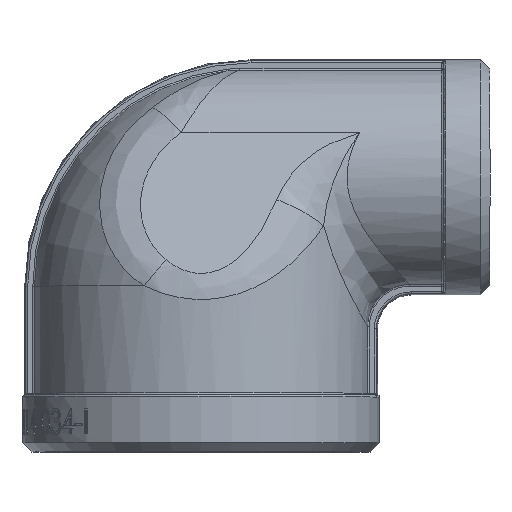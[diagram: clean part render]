
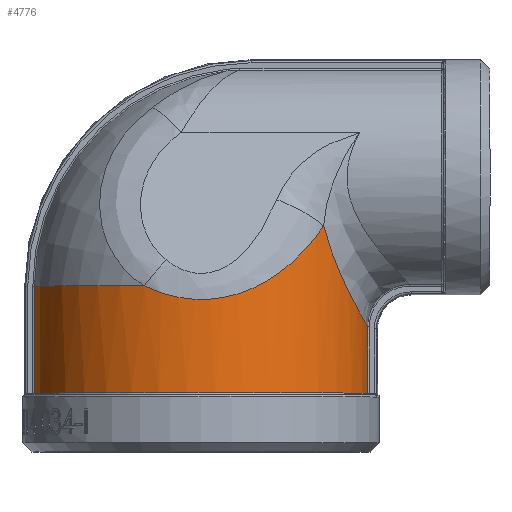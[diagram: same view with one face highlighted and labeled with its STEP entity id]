
A CAD part, top view. The second image highlights one B-rep face of the part: STEP entity #4776.
In plain terms, the highlighted cylindrical face has radius 23.5 mm (diameter 47 mm), a partial arc.
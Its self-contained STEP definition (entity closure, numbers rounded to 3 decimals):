
#107 = DIRECTION ( 'NONE',  ( 0., 1., 0. ) ) ;
#108 = CARTESIAN_POINT ( 'NONE',  ( 19.766, -14.405, 13.003 ) ) ;
#114 = DIRECTION ( 'NONE',  ( -1., 0., 0. ) ) ;
#119 = CARTESIAN_POINT ( 'NONE',  ( 22.242, -19.02, 8.506 ) ) ;
#122 = CARTESIAN_POINT ( 'NONE',  ( 17.862, -9.346, 15.293 ) ) ;
#125 = CARTESIAN_POINT ( 'NONE',  ( 17.185, -6.831, 16.029 ) ) ;
#133 = CARTESIAN_POINT ( 'NONE',  ( 17.283, -7.223, 15.923 ) ) ;
#136 = CARTESIAN_POINT ( 'NONE',  ( 23.342, -20.974, 2.721 ) ) ;
#145 = CARTESIAN_POINT ( 'NONE',  ( 23.173, -20.678, 4.166 ) ) ;
#147 = CARTESIAN_POINT ( 'NONE',  ( 0., -15.25, 0. ) ) ;
#1152 = CARTESIAN_POINT ( 'NONE',  ( -7.949, -15.25, 22.115 ) ) ;
#1196 = CARTESIAN_POINT ( 'NONE',  ( -5.495, -16.47, 22.997 ) ) ;
#1223 = DIRECTION ( 'NONE',  ( 0., 0., 1. ) ) ;
#1224 = CARTESIAN_POINT ( 'NONE',  ( 0., -30.25, 0. ) ) ;
#1227 = CARTESIAN_POINT ( 'NONE',  ( -0.292, -17.767, 23.934 ) ) ;
#1231 = CARTESIAN_POINT ( 'NONE',  ( 14.516, -10.789, 18.89 ) ) ;
#1234 = DIRECTION ( 'NONE',  ( 0., 1., 0. ) ) ;
#1241 = CARTESIAN_POINT ( 'NONE',  ( 17.185, -6.831, 16.029 ) ) ;
#1246 = CARTESIAN_POINT ( 'NONE',  ( 8.857, -15.807, 22.518 ) ) ;
#1247 = LINE ( 'NONE', #1257, #16352 ) ;
#1257 = CARTESIAN_POINT ( 'NONE',  ( -23.342, -22.875, 2.721 ) ) ;
#1261 = DIRECTION ( 'NONE',  ( 0., -1., 0. ) ) ;
#4728 = VECTOR ( 'NONE', #17462, 1000. ) ;
#4776 = ADVANCED_FACE ( 'NONE', ( #21318 ), #21353, .T. ) ;
#9066 = EDGE_LOOP ( 'NONE', ( #13982, #14004, #14013, #14005, #13972, #14018 ) ) ;
#13972 = ORIENTED_EDGE ( 'NONE', *, *, #20403, .F. ) ;
#13982 = ORIENTED_EDGE ( 'NONE', *, *, #20407, .F. ) ;
#14004 = ORIENTED_EDGE ( 'NONE', *, *, #20392, .T. ) ;
#14005 = ORIENTED_EDGE ( 'NONE', *, *, #20473, .T. ) ;
#14013 = ORIENTED_EDGE ( 'NONE', *, *, #20377, .T. ) ;
#14018 = ORIENTED_EDGE ( 'NONE', *, *, #20378, .F. ) ;
#16352 = VECTOR ( 'NONE', #1261, 1000. ) ;
#16386 = CIRCLE ( 'NONE', #16404, 23.5 ) ;
#16404 = AXIS2_PLACEMENT_3D ( 'NONE', #1224, #1234, #1223 ) ;
#16412 = CIRCLE ( 'NONE', #16428, 23.5 ) ;
#16428 = AXIS2_PLACEMENT_3D ( 'NONE', #147, #107, #114 ) ;
#17462 = DIRECTION ( 'NONE',  ( 0., 1., 0. ) ) ;
#17479 = CARTESIAN_POINT ( 'NONE',  ( 23.342, -22.875, 2.721 ) ) ;
#17492 = LINE ( 'NONE', #17479, #4728 ) ;
#17745 = CARTESIAN_POINT ( 'NONE',  ( 17.185, -6.831, 16.029 ) ) ;
#17746 = CARTESIAN_POINT ( 'NONE',  ( -23.342, -30.25, 2.721 ) ) ;
#17773 = CARTESIAN_POINT ( 'NONE',  ( 23.342, -30.25, 2.721 ) ) ;
#17780 = CARTESIAN_POINT ( 'NONE',  ( 23.342, -20.974, 2.721 ) ) ;
#17785 = CARTESIAN_POINT ( 'NONE',  ( -7.949, -15.25, 22.115 ) ) ;
#17803 = CARTESIAN_POINT ( 'NONE',  ( -23.342, -15.25, 2.721 ) ) ;
#18129 = AXIS2_PLACEMENT_3D ( 'NONE', #21326, #21333, #21307 ) ;
#20377 = EDGE_CURVE ( 'NONE', #20815, #20873, #16386, .T. ) ;
#20378 = EDGE_CURVE ( 'NONE', #20902, #20793, #22314, .T. ) ;
#20392 = EDGE_CURVE ( 'NONE', #20871, #20815, #1247, .T. ) ;
#20403 = EDGE_CURVE ( 'NONE', #20793, #20891, #22304, .T. ) ;
#20407 = EDGE_CURVE ( 'NONE', #20871, #20902, #16412, .T. ) ;
#20473 = EDGE_CURVE ( 'NONE', #20873, #20891, #17492, .T. ) ;
#20793 = VERTEX_POINT ( 'NONE', #17745 ) ;
#20815 = VERTEX_POINT ( 'NONE', #17746 ) ;
#20871 = VERTEX_POINT ( 'NONE', #17803 ) ;
#20873 = VERTEX_POINT ( 'NONE', #17773 ) ;
#20891 = VERTEX_POINT ( 'NONE', #17780 ) ;
#20902 = VERTEX_POINT ( 'NONE', #17785 ) ;
#21307 = DIRECTION ( 'NONE',  ( -1., 0., 0. ) ) ;
#21318 = FACE_OUTER_BOUND ( 'NONE', #9066, .T. ) ;
#21326 = CARTESIAN_POINT ( 'NONE',  ( 0., -22.875, 0. ) ) ;
#21333 = DIRECTION ( 'NONE',  ( 0., 1., 0. ) ) ;
#21353 = CYLINDRICAL_SURFACE ( 'NONE', #18129, 23.5 ) ;
#22304 = B_SPLINE_CURVE_WITH_KNOTS ( 'NONE', 3,
 ( #125, #133, #122, #108, #119, #145, #136 ),
 .UNSPECIFIED., .F., .F.,
 ( 4, 1, 1, 1, 4 ),
 ( 0., 0.052, 0.289, 0.763, 0.989 ),
 .UNSPECIFIED. ) ;
#22314 = B_SPLINE_CURVE_WITH_KNOTS ( 'NONE', 3,
 ( #1152, #1196, #1227, #1246, #1231, #1241 ),
 .UNSPECIFIED., .F., .F.,
 ( 4, 1, 1, 4 ),
 ( 0., 0.286, 0.571, 1. ),
 .UNSPECIFIED. ) ;
